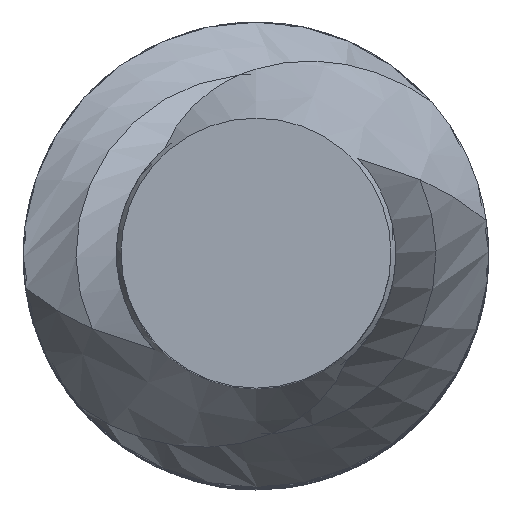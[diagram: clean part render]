
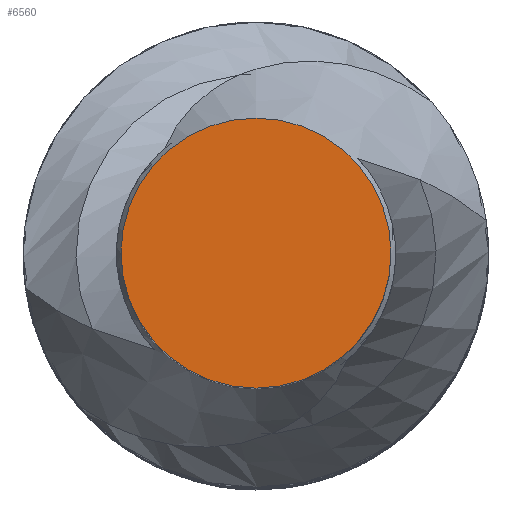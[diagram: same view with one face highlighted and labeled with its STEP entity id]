
A CAD part, top view. The second image highlights one B-rep face of the part: STEP entity #6560.
In plain terms, the highlighted planar face has unit normal (0, 0, 1).
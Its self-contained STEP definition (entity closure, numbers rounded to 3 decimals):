
#5287 = CYLINDRICAL_SURFACE('',#5288,29.);
#5288 = AXIS2_PLACEMENT_3D('',#5289,#5290,#5291);
#5289 = CARTESIAN_POINT('',(0.,0.,400.));
#5290 = DIRECTION('',(-0.,-0.,-1.));
#5291 = DIRECTION('',(1.,0.,0.));
#5875 = VERTEX_POINT('',#5876);
#5876 = CARTESIAN_POINT('',(29.,0.,510.));
#5897 = EDGE_CURVE('',#5875,#5875,#5898,.T.);
#5898 = SURFACE_CURVE('',#5899,(#5904,#5911),.PCURVE_S1.);
#5899 = CIRCLE('',#5900,29.);
#5900 = AXIS2_PLACEMENT_3D('',#5901,#5902,#5903);
#5901 = CARTESIAN_POINT('',(0.,0.,510.));
#5902 = DIRECTION('',(0.,0.,1.));
#5903 = DIRECTION('',(1.,0.,0.));
#5904 = PCURVE('',#5287,#5905);
#5905 = DEFINITIONAL_REPRESENTATION('',(#5906),#5910);
#5906 = LINE('',#5907,#5908);
#5907 = CARTESIAN_POINT('',(-0.,-110.));
#5908 = VECTOR('',#5909,1.);
#5909 = DIRECTION('',(-1.,0.));
#5910 = ( GEOMETRIC_REPRESENTATION_CONTEXT(2) 
PARAMETRIC_REPRESENTATION_CONTEXT() REPRESENTATION_CONTEXT('2D SPACE',''
  ) );
#5911 = PCURVE('',#5912,#5917);
#5912 = PLANE('',#5913);
#5913 = AXIS2_PLACEMENT_3D('',#5914,#5915,#5916);
#5914 = CARTESIAN_POINT('',(0.,0.,510.)
  );
#5915 = DIRECTION('',(0.,0.,1.));
#5916 = DIRECTION('',(1.,0.,-0.));
#5917 = DEFINITIONAL_REPRESENTATION('',(#5918),#5922);
#5918 = CIRCLE('',#5919,29.);
#5919 = AXIS2_PLACEMENT_2D('',#5920,#5921);
#5920 = CARTESIAN_POINT('',(0.,0.));
#5921 = DIRECTION('',(1.,0.));
#5922 = ( GEOMETRIC_REPRESENTATION_CONTEXT(2) 
PARAMETRIC_REPRESENTATION_CONTEXT() REPRESENTATION_CONTEXT('2D SPACE',''
  ) );
#6560 = ADVANCED_FACE('',(#6561),#5912,.T.);
#6561 = FACE_BOUND('',#6562,.T.);
#6562 = EDGE_LOOP('',(#6563));
#6563 = ORIENTED_EDGE('',*,*,#5897,.T.);
